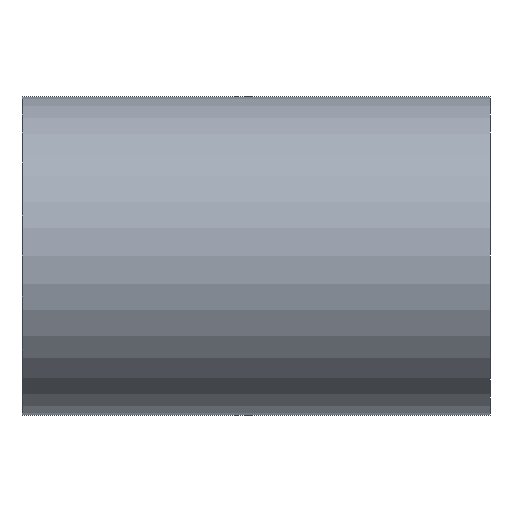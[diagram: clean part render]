
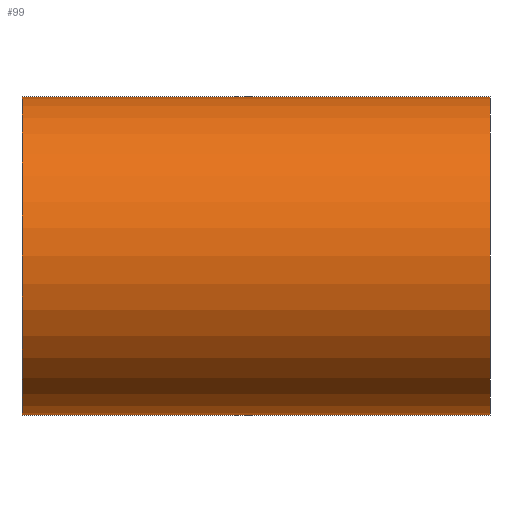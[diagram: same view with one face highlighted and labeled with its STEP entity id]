
A CAD part, left-side view. The second image highlights one B-rep face of the part: STEP entity #99.
In plain terms, the highlighted cylindrical face has radius 5.1 mm (diameter 10.2 mm), a partial arc.
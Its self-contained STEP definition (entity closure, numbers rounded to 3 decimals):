
#8 = LINE ( 'NONE', #166, #106 ) ;
#24 = VERTEX_POINT ( 'NONE', #108 ) ;
#27 = DIRECTION ( 'NONE',  ( 0., 0., 1. ) ) ;
#28 = DIRECTION ( 'NONE',  ( 0., -1., 0. ) ) ;
#30 = DIRECTION ( 'NONE',  ( 0., -1., 0. ) ) ;
#32 = CYLINDRICAL_SURFACE ( 'NONE', #130, 5.1 ) ;
#39 = CIRCLE ( 'NONE', #117, 5.1 ) ;
#42 = AXIS2_PLACEMENT_3D ( 'NONE', #193, #80, #165 ) ;
#46 = CARTESIAN_POINT ( 'NONE',  ( 0., 0., 0. ) ) ;
#47 = VECTOR ( 'NONE', #28, 1000. ) ;
#51 = CARTESIAN_POINT ( 'NONE',  ( 0., 15., 5.1 ) ) ;
#62 = DIRECTION ( 'NONE',  ( 0., 0., -1. ) ) ;
#65 = DIRECTION ( 'NONE',  ( 0., -1., 0. ) ) ;
#66 = DIRECTION ( 'NONE',  ( 0., 1., 0. ) ) ;
#80 = DIRECTION ( 'NONE',  ( 0., 1., 0. ) ) ;
#83 = EDGE_CURVE ( 'NONE', #172, #186, #101, .T. ) ;
#87 = ORIENTED_EDGE ( 'NONE', *, *, #83, .F. ) ;
#92 = EDGE_CURVE ( 'NONE', #186, #111, #8, .T. ) ;
#94 = CARTESIAN_POINT ( 'NONE',  ( 0., 15., -5.1 ) ) ;
#99 = ADVANCED_FACE ( 'NONE', ( #133 ), #32, .T. ) ;
#101 = CIRCLE ( 'NONE', #42, 5.1 ) ;
#106 = VECTOR ( 'NONE', #30, 1000. ) ;
#108 = CARTESIAN_POINT ( 'NONE',  ( 0., 0., -5.1 ) ) ;
#109 = ORIENTED_EDGE ( 'NONE', *, *, #140, .T. ) ;
#111 = VERTEX_POINT ( 'NONE', #121 ) ;
#117 = AXIS2_PLACEMENT_3D ( 'NONE', #46, #66, #27 ) ;
#121 = CARTESIAN_POINT ( 'NONE',  ( 0., 0., 5.1 ) ) ;
#123 = LINE ( 'NONE', #94, #47 ) ;
#129 = EDGE_CURVE ( 'NONE', #24, #111, #39, .T. ) ;
#130 = AXIS2_PLACEMENT_3D ( 'NONE', #195, #65, #62 ) ;
#133 = FACE_OUTER_BOUND ( 'NONE', #189, .T. ) ;
#140 = EDGE_CURVE ( 'NONE', #172, #24, #123, .T. ) ;
#144 = ORIENTED_EDGE ( 'NONE', *, *, #92, .F. ) ;
#160 = ORIENTED_EDGE ( 'NONE', *, *, #129, .T. ) ;
#165 = DIRECTION ( 'NONE',  ( 0., 0., 1. ) ) ;
#166 = CARTESIAN_POINT ( 'NONE',  ( 0., 15., 5.1 ) ) ;
#172 = VERTEX_POINT ( 'NONE', #199 ) ;
#186 = VERTEX_POINT ( 'NONE', #51 ) ;
#189 = EDGE_LOOP ( 'NONE', ( #144, #87, #109, #160 ) ) ;
#193 = CARTESIAN_POINT ( 'NONE',  ( 0., 15., 0. ) ) ;
#195 = CARTESIAN_POINT ( 'NONE',  ( 0., 15., 0. ) ) ;
#199 = CARTESIAN_POINT ( 'NONE',  ( 0., 15., -5.1 ) ) ;
